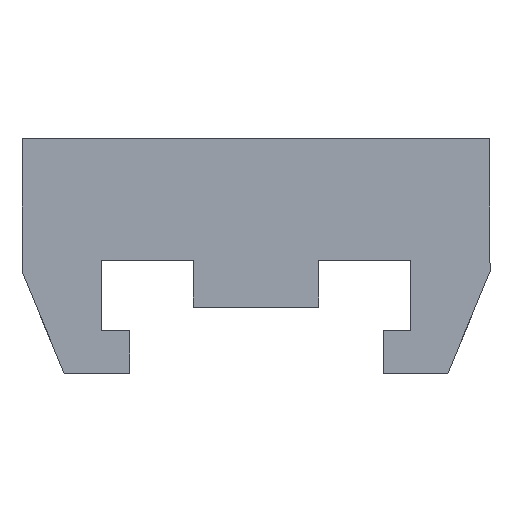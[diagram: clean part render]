
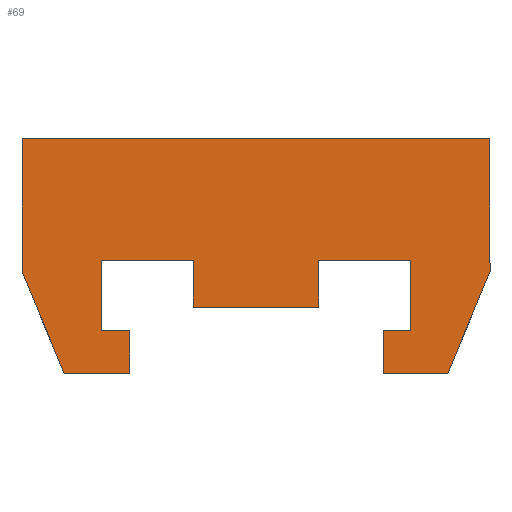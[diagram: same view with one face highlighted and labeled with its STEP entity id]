
A CAD part, top view. The second image highlights one B-rep face of the part: STEP entity #69.
In plain terms, the highlighted planar face has unit normal (0, 0, 1).
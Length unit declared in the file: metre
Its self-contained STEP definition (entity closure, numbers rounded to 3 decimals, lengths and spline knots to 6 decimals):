
#69=ADVANCED_FACE('62:3527',(#109),#110,.F.);
#109=FACE_OUTER_BOUND('',#150,.T.);
#110=PLANE('',#151);
#150=EDGE_LOOP('',(#281,#282,#283,#284,#285,#286,#287,#288,#289,#290,#291,#292,#293,#294,#295,#296,#297,#298));
#151=AXIS2_PLACEMENT_3D('',#299,#300,#301);
#281=ORIENTED_EDGE('',*,*,#324,.F.);
#282=ORIENTED_EDGE('',*,*,#376,.F.);
#283=ORIENTED_EDGE('',*,*,#373,.F.);
#284=ORIENTED_EDGE('',*,*,#370,.F.);
#285=ORIENTED_EDGE('',*,*,#367,.F.);
#286=ORIENTED_EDGE('',*,*,#364,.F.);
#287=ORIENTED_EDGE('',*,*,#361,.F.);
#288=ORIENTED_EDGE('',*,*,#358,.F.);
#289=ORIENTED_EDGE('',*,*,#355,.F.);
#290=ORIENTED_EDGE('',*,*,#352,.F.);
#291=ORIENTED_EDGE('',*,*,#349,.F.);
#292=ORIENTED_EDGE('',*,*,#346,.F.);
#293=ORIENTED_EDGE('',*,*,#343,.F.);
#294=ORIENTED_EDGE('',*,*,#340,.F.);
#295=ORIENTED_EDGE('',*,*,#337,.F.);
#296=ORIENTED_EDGE('',*,*,#334,.F.);
#297=ORIENTED_EDGE('',*,*,#331,.F.);
#298=ORIENTED_EDGE('',*,*,#328,.F.);
#299=CARTESIAN_POINT('',(0.,0.07718,0.005));
#300=DIRECTION('',(-0.0,0.0,-1.0));
#301=DIRECTION('',(-1.0,0.,0.0));
#324=EDGE_CURVE('62:3533',#378,#379,#380,.T.);
#328=EDGE_CURVE('62:3545',#379,#386,#387,.T.);
#331=EDGE_CURVE('62:3554',#386,#391,#392,.T.);
#334=EDGE_CURVE('62:3563',#391,#396,#397,.T.);
#337=EDGE_CURVE('62:3572',#396,#401,#402,.T.);
#340=EDGE_CURVE('62:3581',#401,#406,#407,.T.);
#343=EDGE_CURVE('62:3590',#406,#411,#412,.T.);
#346=EDGE_CURVE('62:3599',#411,#416,#417,.T.);
#349=EDGE_CURVE('62:3608',#416,#421,#422,.T.);
#352=EDGE_CURVE('62:3617',#421,#426,#427,.T.);
#355=EDGE_CURVE('62:3626',#426,#431,#432,.T.);
#358=EDGE_CURVE('62:3635',#431,#436,#437,.T.);
#361=EDGE_CURVE('62:3644',#436,#441,#442,.T.);
#364=EDGE_CURVE('62:3653',#441,#446,#447,.T.);
#367=EDGE_CURVE('62:3662',#446,#451,#452,.T.);
#370=EDGE_CURVE('62:3671',#451,#456,#457,.T.);
#373=EDGE_CURVE('62:3680',#456,#461,#462,.T.);
#376=EDGE_CURVE('62:3689',#461,#378,#466,.T.);
#378=VERTEX_POINT('',#468);
#379=VERTEX_POINT('',#469);
#380=LINE('',#470,#471);
#386=VERTEX_POINT('',#480);
#387=LINE('',#481,#482);
#391=VERTEX_POINT('',#488);
#392=LINE('',#489,#490);
#396=VERTEX_POINT('',#496);
#397=LINE('',#497,#498);
#401=VERTEX_POINT('',#504);
#402=LINE('',#505,#506);
#406=VERTEX_POINT('',#512);
#407=LINE('',#513,#514);
#411=VERTEX_POINT('',#520);
#412=LINE('',#521,#522);
#416=VERTEX_POINT('',#528);
#417=LINE('',#529,#530);
#421=VERTEX_POINT('',#536);
#422=LINE('',#537,#538);
#426=VERTEX_POINT('',#544);
#427=LINE('',#545,#546);
#431=VERTEX_POINT('',#552);
#432=LINE('',#553,#554);
#436=VERTEX_POINT('',#560);
#437=LINE('',#561,#562);
#441=VERTEX_POINT('',#568);
#442=LINE('',#569,#570);
#446=VERTEX_POINT('',#576);
#447=LINE('',#577,#578);
#451=VERTEX_POINT('',#584);
#452=LINE('',#585,#586);
#456=VERTEX_POINT('',#592);
#457=LINE('',#593,#594);
#461=VERTEX_POINT('',#600);
#462=LINE('',#601,#602);
#466=LINE('',#608,#609);
#468=CARTESIAN_POINT('',(0.0099,0.069557,0.005));
#469=CARTESIAN_POINT('',(0.008116,0.06525,0.005));
#470=CARTESIAN_POINT('',(0.0099,0.069557,0.005));
#471=VECTOR('',#612,1.);
#480=CARTESIAN_POINT('',(0.0054,0.06525,0.005));
#481=CARTESIAN_POINT('',(0.0054,0.06525,0.005));
#482=VECTOR('',#616,1.0);
#488=CARTESIAN_POINT('',(0.0054,0.06705,0.005));
#489=CARTESIAN_POINT('',(0.0054,0.06705,0.005));
#490=VECTOR('',#619,1.0);
#496=CARTESIAN_POINT('',(0.00655,0.06705,0.005));
#497=CARTESIAN_POINT('',(0.00655,0.06705,0.005));
#498=VECTOR('',#622,1.0);
#504=CARTESIAN_POINT('',(0.00655,0.07001,0.005));
#505=CARTESIAN_POINT('',(0.00655,0.07016,0.005));
#506=VECTOR('',#625,1.0);
#512=CARTESIAN_POINT('',(0.00265,0.07001,0.005));
#513=CARTESIAN_POINT('',(0.0023,0.07001,0.005));
#514=VECTOR('',#628,1.0);
#520=CARTESIAN_POINT('',(0.00265,0.06805,0.005));
#521=CARTESIAN_POINT('',(0.00265,0.06805,0.005));
#522=VECTOR('',#631,1.0);
#528=CARTESIAN_POINT('',(-0.00265,0.06805,0.005));
#529=CARTESIAN_POINT('',(0.00265,0.06805,0.005));
#530=VECTOR('',#634,1.0);
#536=CARTESIAN_POINT('',(-0.00265,0.07001,0.005));
#537=CARTESIAN_POINT('',(-0.00265,0.07016,0.005));
#538=VECTOR('',#637,1.0);
#544=CARTESIAN_POINT('',(-0.00655,0.07001,0.005));
#545=CARTESIAN_POINT('',(-0.0023,0.07001,0.005));
#546=VECTOR('',#640,1.0);
#552=CARTESIAN_POINT('',(-0.00655,0.06705,0.005));
#553=CARTESIAN_POINT('',(-0.00655,0.06705,0.005));
#554=VECTOR('',#643,1.0);
#560=CARTESIAN_POINT('',(-0.00535,0.06705,0.005));
#561=CARTESIAN_POINT('',(-0.00535,0.06705,0.005));
#562=VECTOR('',#646,1.0);
#568=CARTESIAN_POINT('',(-0.00535,0.06525,0.005));
#569=CARTESIAN_POINT('',(-0.00535,0.06525,0.005));
#570=VECTOR('',#649,1.0);
#576=CARTESIAN_POINT('',(-0.008116,0.06525,0.005));
#577=CARTESIAN_POINT('',(-0.008116,0.06525,0.005));
#578=VECTOR('',#652,1.0);
#584=CARTESIAN_POINT('',(-0.0099,0.069557,0.005));
#585=CARTESIAN_POINT('',(-0.008116,0.06525,0.005));
#586=VECTOR('',#655,1.0);
#592=CARTESIAN_POINT('',(-0.0099,0.07518,0.005));
#593=CARTESIAN_POINT('',(-0.0099,0.07518,0.005));
#594=VECTOR('',#658,1.0);
#600=CARTESIAN_POINT('',(0.0099,0.07518,0.005));
#601=CARTESIAN_POINT('',(0.0099,0.07518,0.005));
#602=VECTOR('',#661,1.0);
#608=CARTESIAN_POINT('',(0.0099,0.069557,0.005));
#609=VECTOR('',#664,1.0);
#612=DIRECTION('',(-0.383,-0.924,0.0));
#616=DIRECTION('',(-1.0,0.,-0.0));
#619=DIRECTION('',(0.,1.0,0.0));
#622=DIRECTION('',(1.0,0.,0.0));
#625=DIRECTION('',(0.,1.0,0.0));
#628=DIRECTION('',(-1.0,0.,0.0));
#631=DIRECTION('',(0.,-1.0,0.0));
#634=DIRECTION('',(-1.0,0.,0.0));
#637=DIRECTION('',(0.,1.0,0.0));
#640=DIRECTION('',(-1.0,0.,0.0));
#643=DIRECTION('',(0.,-1.0,-0.0));
#646=DIRECTION('',(1.0,0.,0.0));
#649=DIRECTION('',(0.,-1.0,-0.0));
#652=DIRECTION('',(-1.0,0.,-0.0));
#655=DIRECTION('',(-0.383,0.924,0.0));
#658=DIRECTION('',(0.,1.0,0.0));
#661=DIRECTION('',(1.0,0.,0.0));
#664=DIRECTION('',(0.,-1.0,-0.0));
